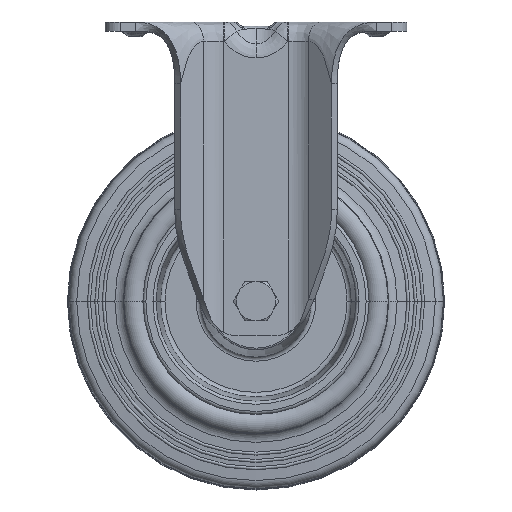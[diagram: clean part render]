
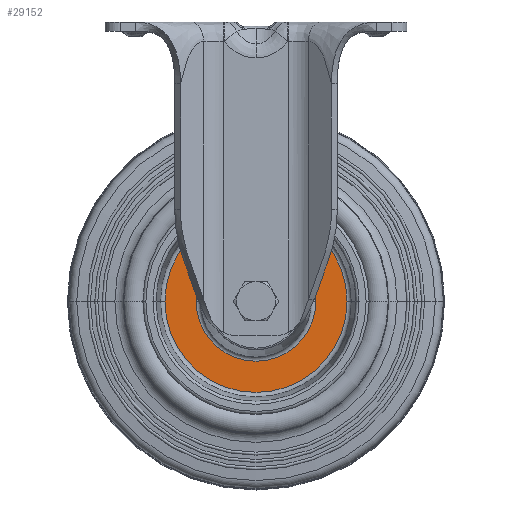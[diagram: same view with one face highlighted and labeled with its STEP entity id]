
A CAD part, top view. The second image highlights one B-rep face of the part: STEP entity #29152.
In plain terms, the highlighted planar face has unit normal (0, 0, 1).
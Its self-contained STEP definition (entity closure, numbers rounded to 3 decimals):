
#15 = VERTEX_POINT ( 'NONE', #14829 ) ;
#775 = DIRECTION ( 'NONE',  ( 1., 0., 0. ) ) ;
#1727 = FACE_OUTER_BOUND ( 'NONE', #33223, .T. ) ;
#5000 = VERTEX_POINT ( 'NONE', #30223 ) ;
#5614 = ORIENTED_EDGE ( 'NONE', *, *, #9077, .T. ) ;
#7212 = CARTESIAN_POINT ( 'NONE',  ( 0., -92.5, 2. ) ) ;
#8047 = CIRCLE ( 'NONE', #28622, 19.846 ) ;
#9077 = EDGE_CURVE ( 'NONE', #30817, #15, #22384, .T. ) ;
#10759 = DIRECTION ( 'NONE',  ( 0., 0., 1. ) ) ;
#10919 = CARTESIAN_POINT ( 'NONE',  ( 0., -92.5, 2. ) ) ;
#11279 = CIRCLE ( 'NONE', #18925, 30.17 ) ;
#11922 = CIRCLE ( 'NONE', #36000, 30.17 ) ;
#13341 = DIRECTION ( 'NONE',  ( 0., 0., -1. ) ) ;
#14030 = DIRECTION ( 'NONE',  ( 1., 0., 0. ) ) ;
#14041 = DIRECTION ( 'NONE',  ( 0., 0., -1. ) ) ;
#14292 = EDGE_CURVE ( 'NONE', #15, #30817, #8047, .T. ) ;
#14787 = ORIENTED_EDGE ( 'NONE', *, *, #22589, .T. ) ;
#14829 = CARTESIAN_POINT ( 'NONE',  ( 19.846, -92.5, 2. ) ) ;
#15174 = CARTESIAN_POINT ( 'NONE',  ( -19.846, -92.5, 2. ) ) ;
#15573 = FACE_BOUND ( 'NONE', #20706, .T. ) ;
#16974 = CARTESIAN_POINT ( 'NONE',  ( 0., -92.5, 2. ) ) ;
#17103 = AXIS2_PLACEMENT_3D ( 'NONE', #24931, #36114, #36279 ) ;
#18660 = DIRECTION ( 'NONE',  ( 0., 0., 1. ) ) ;
#18755 = ORIENTED_EDGE ( 'NONE', *, *, #36064, .T. ) ;
#18925 = AXIS2_PLACEMENT_3D ( 'NONE', #10919, #10759, #14030 ) ;
#19034 = DIRECTION ( 'NONE',  ( 1., 0., 0. ) ) ;
#20706 = EDGE_LOOP ( 'NONE', ( #30543, #5614 ) ) ;
#22384 = CIRCLE ( 'NONE', #17103, 19.846 ) ;
#22589 = EDGE_CURVE ( 'NONE', #36359, #5000, #11922, .T. ) ;
#24399 = CARTESIAN_POINT ( 'NONE',  ( -31.5, -92.5, 2. ) ) ;
#24568 = DIRECTION ( 'NONE',  ( 1., 0., 0. ) ) ;
#24931 = CARTESIAN_POINT ( 'NONE',  ( 0., -92.5, 2. ) ) ;
#27589 = AXIS2_PLACEMENT_3D ( 'NONE', #24399, #13341, #24568 ) ;
#28622 = AXIS2_PLACEMENT_3D ( 'NONE', #16974, #14041, #775 ) ;
#29152 = ADVANCED_FACE ( 'NONE', ( #15573, #1727 ), #35244, .F. ) ;
#30223 = CARTESIAN_POINT ( 'NONE',  ( -30.17, -92.5, 2. ) ) ;
#30543 = ORIENTED_EDGE ( 'NONE', *, *, #14292, .T. ) ;
#30817 = VERTEX_POINT ( 'NONE', #15174 ) ;
#33223 = EDGE_LOOP ( 'NONE', ( #14787, #18755 ) ) ;
#34335 = CARTESIAN_POINT ( 'NONE',  ( 30.17, -92.5, 2. ) ) ;
#35244 = PLANE ( 'NONE',  #27589 ) ;
#36000 = AXIS2_PLACEMENT_3D ( 'NONE', #7212, #18660, #19034 ) ;
#36064 = EDGE_CURVE ( 'NONE', #5000, #36359, #11279, .T. ) ;
#36114 = DIRECTION ( 'NONE',  ( 0., 0., -1. ) ) ;
#36279 = DIRECTION ( 'NONE',  ( 1., 0., 0. ) ) ;
#36359 = VERTEX_POINT ( 'NONE', #34335 ) ;
